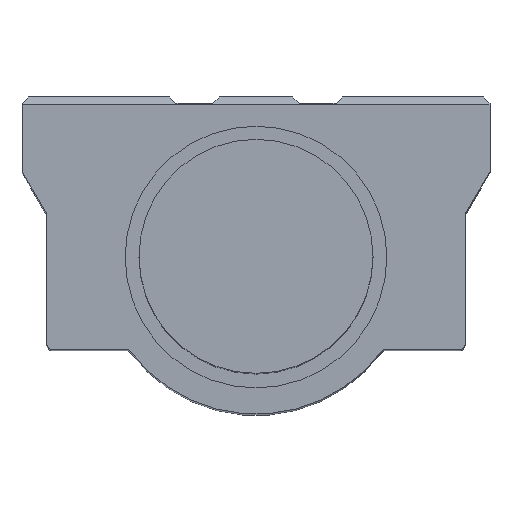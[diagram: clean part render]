
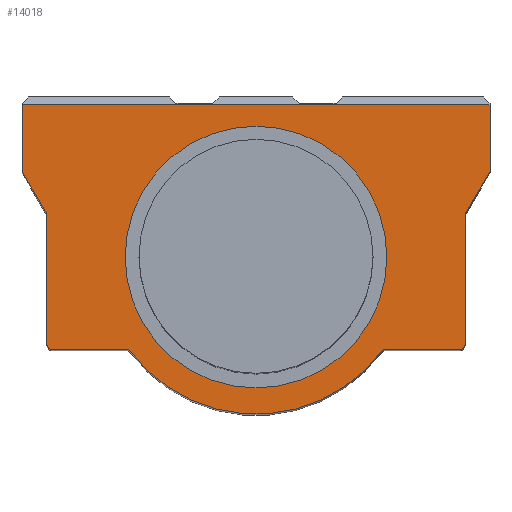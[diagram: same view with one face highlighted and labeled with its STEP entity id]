
A CAD part, top view. The second image highlights one B-rep face of the part: STEP entity #14018.
In plain terms, the highlighted planar face has unit normal (0, 0, 1).
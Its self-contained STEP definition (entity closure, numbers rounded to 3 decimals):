
#205=CARTESIAN_POINT('',(0.0,-21.25,68.0));
#206=VERTEX_POINT('',#205);
#207=CARTESIAN_POINT('',(0.0,0.0,68.0));
#208=DIRECTION('',(0.0,0.0,-1.0));
#209=DIRECTION('',(0.0,-1.0,0.0));
#210=AXIS2_PLACEMENT_3D('',#207,#208,#209);
#211=CIRCLE('',#210,21.25);
#212=EDGE_CURVE('',#206,#206,#211,.T.);
#302=CARTESIAN_POINT('',(33.0,-15.,68.0));
#303=VERTEX_POINT('',#302);
#304=CARTESIAN_POINT('',(20.875,-15.0,68.0));
#305=VERTEX_POINT('',#304);
#306=CARTESIAN_POINT('',(33.0,-15.,68.0));
#307=DIRECTION('',(-1.0,0.0,0.0));
#308=VECTOR('',#307,12.125);
#309=LINE('',#306,#308);
#310=EDGE_CURVE('',#303,#305,#309,.T.);
#444=CARTESIAN_POINT('',(-20.875,-15.,68.0));
#445=VERTEX_POINT('',#444);
#446=CARTESIAN_POINT('',(-33.0,-15.,68.0));
#447=VERTEX_POINT('',#446);
#448=CARTESIAN_POINT('',(-20.875,-15.,68.0));
#449=DIRECTION('',(-1.0,0.0,0.0));
#450=VECTOR('',#449,12.125);
#451=LINE('',#448,#450);
#452=EDGE_CURVE('',#445,#447,#451,.T.);
#12910=CARTESIAN_POINT('',(34.,7.0,68.0));
#12911=VERTEX_POINT('',#12910);
#12912=CARTESIAN_POINT('',(34.0,-14.,68.0));
#12913=VERTEX_POINT('',#12912);
#12914=CARTESIAN_POINT('',(34.,7.0,68.0));
#12915=DIRECTION('',(0.0,-1.0,0.0));
#12916=VECTOR('',#12915,21.);
#12917=LINE('',#12914,#12916);
#12918=EDGE_CURVE('',#12911,#12913,#12917,.T.);
#13571=CARTESIAN_POINT('',(-38.0,24.7,68.0));
#13572=VERTEX_POINT('',#13571);
#13579=CARTESIAN_POINT('',(38.,24.7,68.0));
#13580=VERTEX_POINT('',#13579);
#13581=CARTESIAN_POINT('',(-38.0,24.7,68.0));
#13582=DIRECTION('',(1.0,0.0,0.0));
#13583=VECTOR('',#13582,76.0);
#13584=LINE('',#13581,#13583);
#13585=EDGE_CURVE('',#13572,#13580,#13584,.T.);
#13683=CARTESIAN_POINT('',(-38.,13.928,68.0));
#13684=VERTEX_POINT('',#13683);
#13691=CARTESIAN_POINT('',(-38.,13.928,68.0));
#13692=DIRECTION('',(0.0,1.0,0.0));
#13693=VECTOR('',#13692,10.772);
#13694=LINE('',#13691,#13693);
#13695=EDGE_CURVE('',#13684,#13572,#13694,.T.);
#13795=CARTESIAN_POINT('',(38.,13.928,68.0));
#13796=VERTEX_POINT('',#13795);
#13797=CARTESIAN_POINT('',(38.,24.7,68.0));
#13798=DIRECTION('',(0.0,-1.0,0.0));
#13799=VECTOR('',#13798,10.772);
#13800=LINE('',#13797,#13799);
#13801=EDGE_CURVE('',#13580,#13796,#13800,.T.);
#13818=CARTESIAN_POINT('',(38.,13.928,68.0));
#13819=DIRECTION('',(-0.5,-0.866,0.0));
#13820=VECTOR('',#13819,8.);
#13821=LINE('',#13818,#13820);
#13822=EDGE_CURVE('',#13796,#12911,#13821,.T.);
#13847=CARTESIAN_POINT('',(33.0,-14.,68.0));
#13848=DIRECTION('',(0.0,0.0,-1.0));
#13849=DIRECTION('',(0.0,-1.0,0.0));
#13850=AXIS2_PLACEMENT_3D('',#13847,#13848,#13849);
#13851=CIRCLE('',#13850,1.0);
#13852=EDGE_CURVE('',#12913,#303,#13851,.T.);
#13865=CARTESIAN_POINT('',(20.473,-15.202,68.0));
#13866=VERTEX_POINT('',#13865);
#13867=CARTESIAN_POINT('',(20.875,-15.5,68.0));
#13868=DIRECTION('',(0.0,0.0,1.0));
#13869=DIRECTION('',(0.0,-1.0,0.0));
#13870=AXIS2_PLACEMENT_3D('',#13867,#13868,#13869);
#13871=CIRCLE('',#13870,0.5);
#13872=EDGE_CURVE('',#305,#13866,#13871,.T.);
#13890=CARTESIAN_POINT('',(-20.473,-15.202,68.0));
#13891=VERTEX_POINT('',#13890);
#13892=CARTESIAN_POINT('',(0.0,0.0,68.0));
#13893=DIRECTION('',(0.0,0.0,-1.0));
#13894=DIRECTION('',(-0.803,-0.596,0.0));
#13895=AXIS2_PLACEMENT_3D('',#13892,#13893,#13894);
#13896=CIRCLE('',#13895,25.5);
#13897=EDGE_CURVE('',#13866,#13891,#13896,.T.);
#13915=CARTESIAN_POINT('',(-20.875,-15.5,68.0));
#13916=DIRECTION('',(0.0,0.0,1.0));
#13917=DIRECTION('',(-0.803,-0.596,0.0));
#13918=AXIS2_PLACEMENT_3D('',#13915,#13916,#13917);
#13919=CIRCLE('',#13918,0.5);
#13920=EDGE_CURVE('',#13891,#445,#13919,.T.);
#13933=CARTESIAN_POINT('',(-34.0,-14.,68.0));
#13934=VERTEX_POINT('',#13933);
#13935=CARTESIAN_POINT('',(-33.0,-14.,68.0));
#13936=DIRECTION('',(0.0,0.0,-1.0));
#13937=DIRECTION('',(-1.0,0.0,0.0));
#13938=AXIS2_PLACEMENT_3D('',#13935,#13936,#13937);
#13939=CIRCLE('',#13938,1.0);
#13940=EDGE_CURVE('',#447,#13934,#13939,.T.);
#13958=CARTESIAN_POINT('',(-34.,7.,68.0));
#13959=VERTEX_POINT('',#13958);
#13960=CARTESIAN_POINT('',(-34.,-14.,68.0));
#13961=DIRECTION('',(0.0,1.0,0.0));
#13962=VECTOR('',#13961,21.);
#13963=LINE('',#13960,#13962);
#13964=EDGE_CURVE('',#13934,#13959,#13963,.T.);
#13982=CARTESIAN_POINT('',(-34.,7.,68.0));
#13983=DIRECTION('',(-0.5,0.866,0.0));
#13984=VECTOR('',#13983,8.);
#13985=LINE('',#13982,#13984);
#13986=EDGE_CURVE('',#13959,#13684,#13985,.T.);
#13994=CARTESIAN_POINT('',(0.,4.441,68.0));
#13995=DIRECTION('',(0.0,0.0,1.0));
#13996=DIRECTION('',(1.0,0.0,0.0));
#13997=AXIS2_PLACEMENT_3D('',#13994,#13995,#13996);
#13998=PLANE('',#13997);
#13999=ORIENTED_EDGE('',*,*,#13585,.F.);
#14000=ORIENTED_EDGE('',*,*,#13695,.F.);
#14001=ORIENTED_EDGE('',*,*,#13986,.F.);
#14002=ORIENTED_EDGE('',*,*,#13964,.F.);
#14003=ORIENTED_EDGE('',*,*,#13940,.F.);
#14004=ORIENTED_EDGE('',*,*,#452,.F.);
#14005=ORIENTED_EDGE('',*,*,#13920,.F.);
#14006=ORIENTED_EDGE('',*,*,#13897,.F.);
#14007=ORIENTED_EDGE('',*,*,#13872,.F.);
#14008=ORIENTED_EDGE('',*,*,#310,.F.);
#14009=ORIENTED_EDGE('',*,*,#13852,.F.);
#14010=ORIENTED_EDGE('',*,*,#12918,.F.);
#14011=ORIENTED_EDGE('',*,*,#13822,.F.);
#14012=ORIENTED_EDGE('',*,*,#13801,.F.);
#14013=EDGE_LOOP('',(#13999,#14000,#14001,#14002,#14003,#14004,#14005,#14006,#14007,#14008,#14009,#14010,#14011,#14012));
#14014=FACE_OUTER_BOUND('',#14013,.T.);
#14015=ORIENTED_EDGE('',*,*,#212,.T.);
#14016=EDGE_LOOP('',(#14015));
#14017=FACE_BOUND('',#14016,.T.);
#14018=ADVANCED_FACE('',(#14014,#14017),#13998,.T.);
